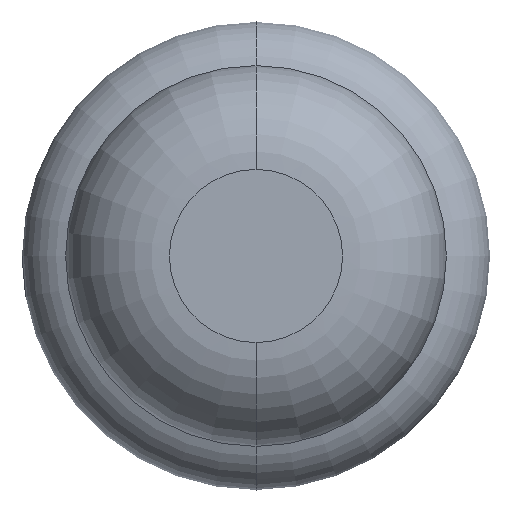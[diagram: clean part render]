
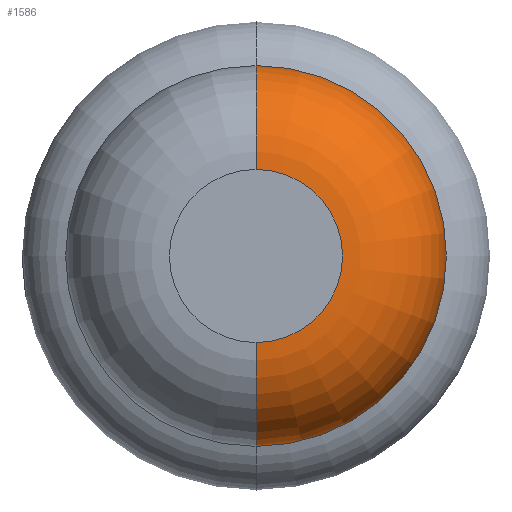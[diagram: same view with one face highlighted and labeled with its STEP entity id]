
A CAD part, front view. The second image highlights one B-rep face of the part: STEP entity #1586.
In plain terms, the highlighted toroidal (fillet/blend) face has major radius 0.375 mm and minor radius 0.45 mm.
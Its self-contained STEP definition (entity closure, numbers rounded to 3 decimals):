
#230 = VERTEX_POINT ( 'NONE', #4114 ) ;
#311 = FACE_OUTER_BOUND ( 'NONE', #2279, .T. ) ;
#424 = AXIS2_PLACEMENT_3D ( 'NONE', #1797, #1872, #4041 ) ;
#658 = AXIS2_PLACEMENT_3D ( 'NONE', #4370, #4349, #2242 ) ;
#805 = CARTESIAN_POINT ( 'NONE',  ( 0., -26.95, -0.375 ) ) ;
#951 = EDGE_CURVE ( 'NONE', #3947, #4429, #3254, .T. ) ;
#1075 = AXIS2_PLACEMENT_3D ( 'NONE', #805, #1869, #4375 ) ;
#1134 = TOROIDAL_SURFACE ( 'NONE', #658, 0.375, 0.45 ) ;
#1158 = CARTESIAN_POINT ( 'NONE',  ( 0., -26.95, -0.825 ) ) ;
#1274 = AXIS2_PLACEMENT_3D ( 'NONE', #2060, #2821, #2114 ) ;
#1586 = ADVANCED_FACE ( 'NONE', ( #311 ), #1134, .T. ) ;
#1797 = CARTESIAN_POINT ( 'NONE',  ( 0., -27.4, 0. ) ) ;
#1869 = DIRECTION ( 'NONE',  ( 1., 0., 0. ) ) ;
#1872 = DIRECTION ( 'NONE',  ( 0., 1., 0. ) ) ;
#1958 = CARTESIAN_POINT ( 'NONE',  ( 0., -27.4, -0.375 ) ) ;
#2051 = CIRCLE ( 'NONE', #2971, 0.45 ) ;
#2060 = CARTESIAN_POINT ( 'NONE',  ( 0., -26.95, 0. ) ) ;
#2109 = EDGE_CURVE ( 'NONE', #230, #4523, #2051, .T. ) ;
#2114 = DIRECTION ( 'NONE',  ( 0., 0., 1. ) ) ;
#2242 = DIRECTION ( 'NONE',  ( 0., 0., 1. ) ) ;
#2279 = EDGE_LOOP ( 'NONE', ( #2517, #2901, #4180, #4038 ) ) ;
#2517 = ORIENTED_EDGE ( 'NONE', *, *, #3432, .T. ) ;
#2580 = EDGE_CURVE ( 'NONE', #4523, #4429, #3869, .T. ) ;
#2821 = DIRECTION ( 'NONE',  ( 0., 1., 0. ) ) ;
#2901 = ORIENTED_EDGE ( 'NONE', *, *, #951, .T. ) ;
#2971 = AXIS2_PLACEMENT_3D ( 'NONE', #3757, #4133, #4477 ) ;
#3254 = CIRCLE ( 'NONE', #1075, 0.45 ) ;
#3294 = CIRCLE ( 'NONE', #424, 0.375 ) ;
#3432 = EDGE_CURVE ( 'NONE', #230, #3947, #3294, .T. ) ;
#3611 = CARTESIAN_POINT ( 'NONE',  ( 0., -26.95, 0.825 ) ) ;
#3757 = CARTESIAN_POINT ( 'NONE',  ( 0., -26.95, 0.375 ) ) ;
#3869 = CIRCLE ( 'NONE', #1274, 0.825 ) ;
#3947 = VERTEX_POINT ( 'NONE', #1958 ) ;
#4038 = ORIENTED_EDGE ( 'NONE', *, *, #2109, .F. ) ;
#4041 = DIRECTION ( 'NONE',  ( 0., 0., 1. ) ) ;
#4114 = CARTESIAN_POINT ( 'NONE',  ( 0., -27.4, 0.375 ) ) ;
#4133 = DIRECTION ( 'NONE',  ( -1., 0., 0. ) ) ;
#4180 = ORIENTED_EDGE ( 'NONE', *, *, #2580, .F. ) ;
#4349 = DIRECTION ( 'NONE',  ( 0., 1., 0. ) ) ;
#4370 = CARTESIAN_POINT ( 'NONE',  ( 0., -26.95, 0. ) ) ;
#4375 = DIRECTION ( 'NONE',  ( 0., 0., -1. ) ) ;
#4429 = VERTEX_POINT ( 'NONE', #1158 ) ;
#4477 = DIRECTION ( 'NONE',  ( 0., 0., 1. ) ) ;
#4523 = VERTEX_POINT ( 'NONE', #3611 ) ;
